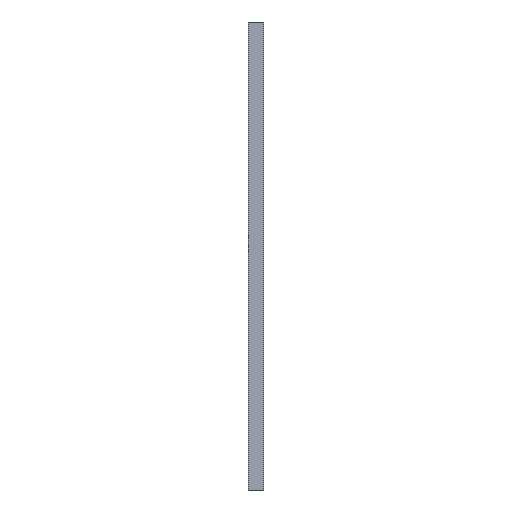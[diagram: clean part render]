
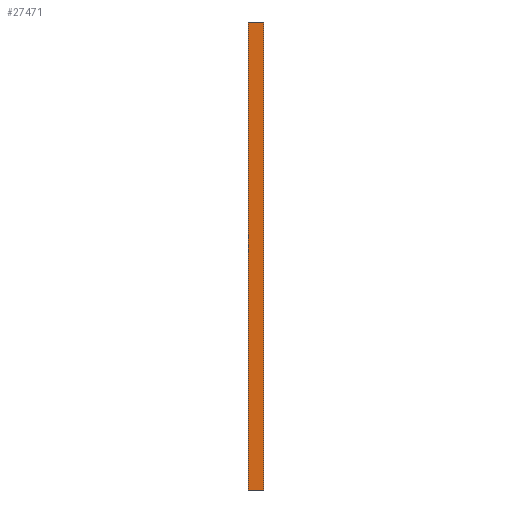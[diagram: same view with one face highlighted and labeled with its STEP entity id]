
A CAD part, left-side view. The second image highlights one B-rep face of the part: STEP entity #27471.
In plain terms, the highlighted planar face has unit normal (-1, 0, 0).
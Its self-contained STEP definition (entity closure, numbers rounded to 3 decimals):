
#902 = CARTESIAN_POINT ( 'NONE',  ( -14., 27.2, 834. ) ) ;
#938 = FACE_OUTER_BOUND ( 'NONE', #14177, .T. ) ;
#3654 = VERTEX_POINT ( 'NONE', #26424 ) ;
#5455 = DIRECTION ( 'NONE',  ( 0., 0., -1. ) ) ;
#6884 = DIRECTION ( 'NONE',  ( 0., -1., 0. ) ) ;
#7241 = DIRECTION ( 'NONE',  ( 0., -1., 0. ) ) ;
#7587 = CARTESIAN_POINT ( 'NONE',  ( -14., 0., 834. ) ) ;
#9188 = ORIENTED_EDGE ( 'NONE', *, *, #30773, .T. ) ;
#10173 = ORIENTED_EDGE ( 'NONE', *, *, #28615, .T. ) ;
#10181 = CARTESIAN_POINT ( 'NONE',  ( -14., 27.2, 0. ) ) ;
#10779 = CARTESIAN_POINT ( 'NONE',  ( -14., 0., 834. ) ) ;
#11384 = LINE ( 'NONE', #902, #15331 ) ;
#14177 = EDGE_LOOP ( 'NONE', ( #9188, #19881, #34217, #10173 ) ) ;
#14723 = PLANE ( 'NONE',  #35881 ) ;
#15082 = VERTEX_POINT ( 'NONE', #7587 ) ;
#15331 = VECTOR ( 'NONE', #34359, 1000. ) ;
#17016 = LINE ( 'NONE', #10779, #22389 ) ;
#18695 = VERTEX_POINT ( 'NONE', #10181 ) ;
#19432 = EDGE_CURVE ( 'NONE', #3654, #15082, #20866, .T. ) ;
#19881 = ORIENTED_EDGE ( 'NONE', *, *, #33158, .F. ) ;
#19889 = CARTESIAN_POINT ( 'NONE',  ( -14., 0., 834. ) ) ;
#20614 = DIRECTION ( 'NONE',  ( 1., 0., 0. ) ) ;
#20756 = VERTEX_POINT ( 'NONE', #33479 ) ;
#20866 = LINE ( 'NONE', #32070, #26958 ) ;
#21039 = CARTESIAN_POINT ( 'NONE',  ( -14., 0., 0. ) ) ;
#22389 = VECTOR ( 'NONE', #5455, 1000. ) ;
#23660 = VECTOR ( 'NONE', #7241, 1000. ) ;
#26225 = LINE ( 'NONE', #21039, #23660 ) ;
#26424 = CARTESIAN_POINT ( 'NONE',  ( -14., 27.2, 834. ) ) ;
#26958 = VECTOR ( 'NONE', #6884, 1000. ) ;
#27471 = ADVANCED_FACE ( 'NONE', ( #938 ), #14723, .F. ) ;
#28615 = EDGE_CURVE ( 'NONE', #3654, #18695, #11384, .T. ) ;
#30773 = EDGE_CURVE ( 'NONE', #18695, #20756, #26225, .T. ) ;
#31290 = DIRECTION ( 'NONE',  ( 0., 0., -1. ) ) ;
#32070 = CARTESIAN_POINT ( 'NONE',  ( -14., 0., 834. ) ) ;
#33158 = EDGE_CURVE ( 'NONE', #15082, #20756, #17016, .T. ) ;
#33479 = CARTESIAN_POINT ( 'NONE',  ( -14., 0., 0. ) ) ;
#34217 = ORIENTED_EDGE ( 'NONE', *, *, #19432, .F. ) ;
#34359 = DIRECTION ( 'NONE',  ( 0., 0., -1. ) ) ;
#35881 = AXIS2_PLACEMENT_3D ( 'NONE', #19889, #20614, #31290 ) ;
